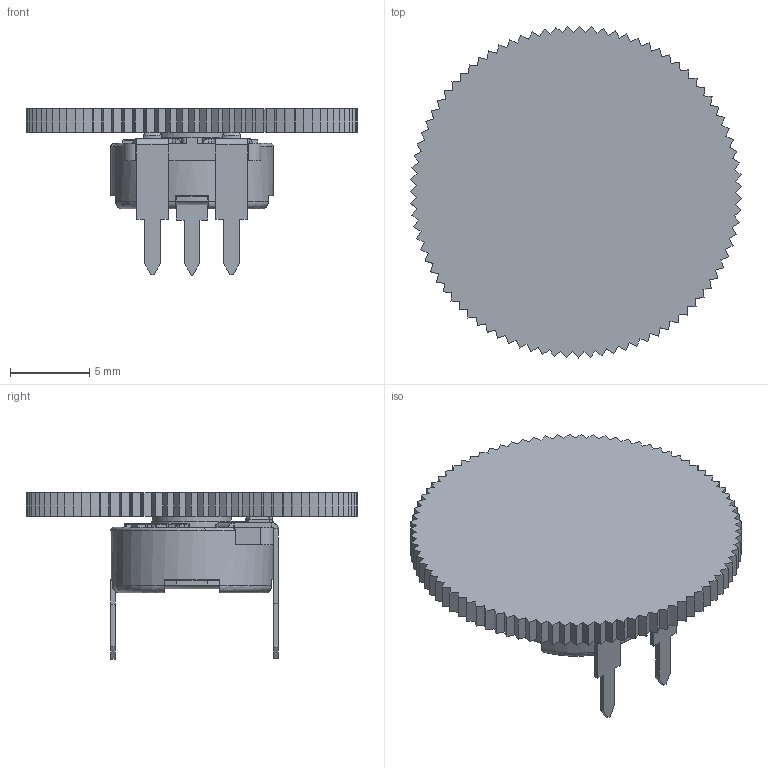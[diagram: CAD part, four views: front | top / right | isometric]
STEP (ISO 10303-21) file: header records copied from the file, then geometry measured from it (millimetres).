
FILE_DESCRIPTION (( 'STEP AP214' ), '1' );
FILE_NAME ('PT10WV10 boton 5062.STEP', '2023-11-21T06:21:02', ( '' ), ( '' ), 'SwSTEP 2.0', 'SolidWorks 2022', '' );
FILE_SCHEMA (( 'AUTOMOTIVE_DESIGN' ));
Length unit declared in the file: millimetre
Products named in the file (3): PT10WV10 boton 5062; 58A01-2-PT10MV10; 5062
Assembly tree (2 placements, depth 2):
  PT10WV10 boton 5062
    58A01-2-PT10MV10
    5062
Bounding box: 20.99 x 21 x 10.55 mm (x, y, z)
Volume: 521.3 mm3; surface area: 1504.1 mm2
Topology: 1 solids, 10 shells, 627 faces, 1773 edges, 1153 vertices
Faces by surface type: plane 402, cylinder 134, bspline 72, torus 16, cone 3
Full cylindrical faces by diameter (mm): 2.309 x1, 3 x1, 3.15 x1, 5 x1, 9 x1, 10.3 x1
Entity records: 27310 total; most frequent: CARTESIAN_POINT 7292, ORIENTED_EDGE 3314, DIRECTION 2761, EDGE_CURVE 1755, LINE 1283, VECTOR 1283, VERTEX_POINT 1147, AXIS2_PLACEMENT_3D 739
